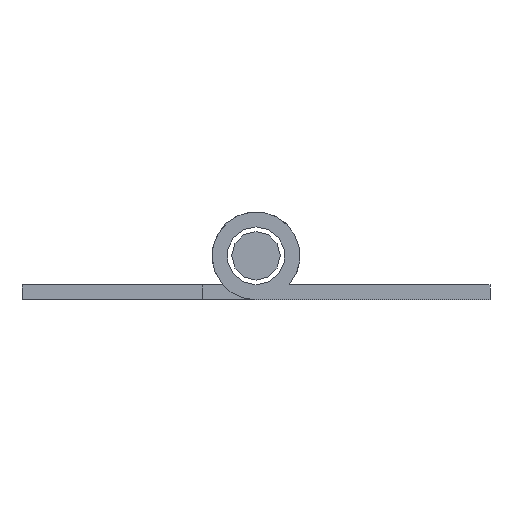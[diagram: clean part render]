
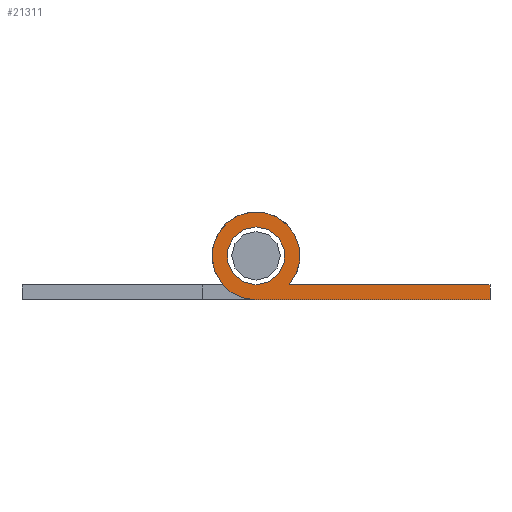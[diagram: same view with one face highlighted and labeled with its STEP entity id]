
A CAD part, front view. The second image highlights one B-rep face of the part: STEP entity #21311.
In plain terms, the highlighted planar face has unit normal (0, -1, 0).
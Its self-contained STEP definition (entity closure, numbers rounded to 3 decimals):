
#1818 = CARTESIAN_POINT ( 'NONE',  ( 0., -900., -1.55 ) ) ;
#1819 = DIRECTION ( 'NONE',  ( 0., 0., 1. ) ) ;
#1820 = DIRECTION ( 'NONE',  ( 0., 1., 0. ) ) ;
#1821 = CARTESIAN_POINT ( 'NONE',  ( 0., -900., 0. ) ) ;
#1822 = AXIS2_PLACEMENT_3D ( 'NONE', #1821, #1820, #1819 ) ;
#1823 = CIRCLE ( 'NONE', #1822, 1.55 ) ;
#1829 = CARTESIAN_POINT ( 'NONE',  ( 0., -900., 1.55 ) ) ;
#5974 = PLANE ( 'NONE',  #6035 ) ;
#5975 = FACE_BOUND ( 'NONE', #11647, .T. ) ;
#5976 = FACE_OUTER_BOUND ( 'NONE', #13671, .T. ) ;
#6032 = DIRECTION ( 'NONE',  ( 0., 0., 1. ) ) ;
#6033 = DIRECTION ( 'NONE',  ( 0., 1., 0. ) ) ;
#6034 = CARTESIAN_POINT ( 'NONE',  ( 0., -900., 0. ) ) ;
#6035 = AXIS2_PLACEMENT_3D ( 'NONE', #6034, #6033, #6032 ) ;
#6700 = CARTESIAN_POINT ( 'NONE',  ( 0., -900., -2.35 ) ) ;
#6701 = CARTESIAN_POINT ( 'NONE',  ( 1.766, -900., -1.55 ) ) ;
#11556 = EDGE_CURVE ( 'NONE', #29926, #29925, #24761, .T. ) ;
#11645 = ORIENTED_EDGE ( 'NONE', *, *, #15007, .T. ) ;
#11647 = EDGE_LOOP ( 'NONE', ( #11645, #11666 ) ) ;
#11661 = VERTEX_POINT ( 'NONE', #24938 ) ;
#11662 = ORIENTED_EDGE ( 'NONE', *, *, #11556, .F. ) ;
#11666 = ORIENTED_EDGE ( 'NONE', *, *, #11670, .T. ) ;
#11670 = EDGE_CURVE ( 'NONE', #15003, #15008, #24987, .T. ) ;
#11962 = ORIENTED_EDGE ( 'NONE', *, *, #11978, .F. ) ;
#11978 = EDGE_CURVE ( 'NONE', #11661, #29926, #25572, .T. ) ;
#12302 = ORIENTED_EDGE ( 'NONE', *, *, #12306, .F. ) ;
#12306 = EDGE_CURVE ( 'NONE', #29925, #12788, #26295, .T. ) ;
#12788 = VERTEX_POINT ( 'NONE', #27236 ) ;
#13003 = EDGE_CURVE ( 'NONE', #12788, #11661, #27697, .T. ) ;
#13642 = ORIENTED_EDGE ( 'NONE', *, *, #13003, .F. ) ;
#13671 = EDGE_LOOP ( 'NONE', ( #13642, #12302, #11662, #11962 ) ) ;
#15003 = VERTEX_POINT ( 'NONE', #1829 ) ;
#15007 = EDGE_CURVE ( 'NONE', #15008, #15003, #1823, .T. ) ;
#15008 = VERTEX_POINT ( 'NONE', #1818 ) ;
#21311 = ADVANCED_FACE ( 'NONE', ( #5976, #5975 ), #5974, .F. ) ;
#24757 = DIRECTION ( 'NONE',  ( 0., 0., 1. ) ) ;
#24758 = DIRECTION ( 'NONE',  ( 0., 1., 0. ) ) ;
#24759 = CARTESIAN_POINT ( 'NONE',  ( 0., -900., 0. ) ) ;
#24760 = AXIS2_PLACEMENT_3D ( 'NONE', #24759, #24758, #24757 ) ;
#24761 = CIRCLE ( 'NONE', #24760, 2.35 ) ;
#24938 = CARTESIAN_POINT ( 'NONE',  ( 12.5, -900., -2.35 ) ) ;
#24983 = DIRECTION ( 'NONE',  ( 0., 0., 1. ) ) ;
#24984 = DIRECTION ( 'NONE',  ( 0., 1., 0. ) ) ;
#24985 = CARTESIAN_POINT ( 'NONE',  ( 0., -900., 0. ) ) ;
#24986 = AXIS2_PLACEMENT_3D ( 'NONE', #24985, #24984, #24983 ) ;
#24987 = CIRCLE ( 'NONE', #24986, 1.55 ) ;
#25572 = LINE ( 'NONE', #25629, #25628 ) ;
#25627 = DIRECTION ( 'NONE',  ( -1., 0., 0. ) ) ;
#25628 = VECTOR ( 'NONE', #25627, 1000. ) ;
#25629 = CARTESIAN_POINT ( 'NONE',  ( 0., -900., -2.35 ) ) ;
#26292 = DIRECTION ( 'NONE',  ( 1., 0., 0. ) ) ;
#26293 = VECTOR ( 'NONE', #26292, 1000. ) ;
#26294 = CARTESIAN_POINT ( 'NONE',  ( 12.5, -900., -1.55 ) ) ;
#26295 = LINE ( 'NONE', #26294, #26293 ) ;
#27236 = CARTESIAN_POINT ( 'NONE',  ( 12.5, -900., -1.55 ) ) ;
#27691 = DIRECTION ( 'NONE',  ( 0., 0., -1. ) ) ;
#27692 = VECTOR ( 'NONE', #27691, 1000. ) ;
#27693 = CARTESIAN_POINT ( 'NONE',  ( 12.5, -900., -2.35 ) ) ;
#27697 = LINE ( 'NONE', #27693, #27692 ) ;
#29925 = VERTEX_POINT ( 'NONE', #6701 ) ;
#29926 = VERTEX_POINT ( 'NONE', #6700 ) ;
